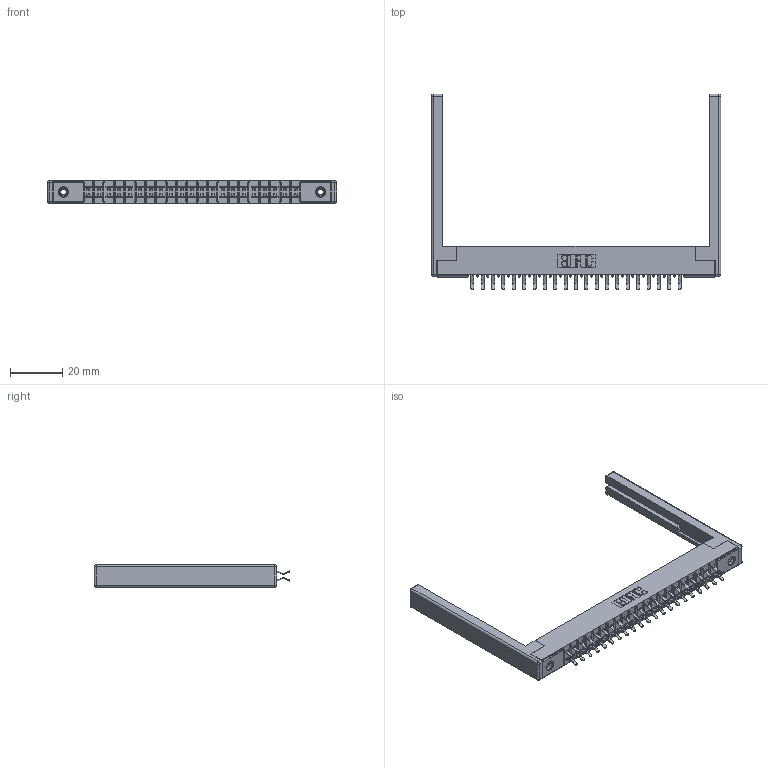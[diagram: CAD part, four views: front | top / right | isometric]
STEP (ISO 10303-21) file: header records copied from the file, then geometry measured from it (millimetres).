
FILE_DESCRIPTION (( 'STEP AP203' ), '1' );
FILE_NAME ('305-042-556-568.STEP', '2019-09-09T19:45:47', ( '' ), ( '' ), 'SwSTEP 2.0', 'SolidWorks 2016', '' );
FILE_SCHEMA (( 'CONFIG_CONTROL_DESIGN' ));
Length unit declared in the file: inch
Products named in the file (5): 305 Part_.156 Dia; 305-042-556-568; 305-290-001_556; 345-250-001_345-250-001-102; 307-220-068
Assembly tree (47 placements, depth 2):
  305-042-556-568
    305 Part_.156 Dia
    305-290-001_556  x42
    345-250-001_345-250-001-102  x2
    307-220-068  x2
Bounding box: 110.64 x 74.93 x 8.71 mm (x, y, z)
Volume: 11213.5 mm3; surface area: 17183.8 mm2
Topology: 47 solids, 47 shells, 2622 faces, 7489 edges, 4858 vertices
Faces by surface type: plane 1458, cylinder 1056, sphere 92, cone 12, torus 4
Entity records: 28275 total; most frequent: CARTESIAN_POINT 4654, ORIENTED_EDGE 4608, DIRECTION 4542, EDGE_CURVE 2304, LINE 1826, VECTOR 1826, VERTEX_POINT 1470, AXIS2_PLACEMENT_3D 1358
